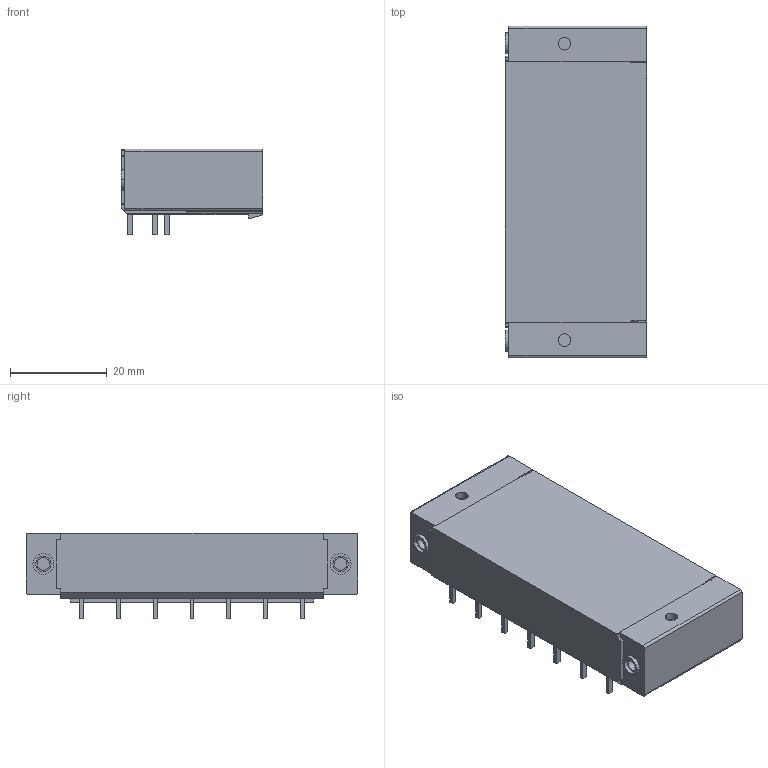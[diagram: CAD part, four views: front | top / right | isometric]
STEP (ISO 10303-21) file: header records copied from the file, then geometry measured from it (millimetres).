
FILE_DESCRIPTION((''),'2;1');
FILE_NAME('TLPHW-501RL','2024-09-12T14:03:02',('sheji'),(''),'CREO PARAMETRIC BY PTC INC, 2018100','CREO PARAMETRIC BY PTC INC, 2018100','');
FILE_SCHEMA(('CONFIG_CONTROL_DESIGN'));
Length unit declared in the file: millimetre
Products named in the file (1): TLPHW-501RL
Bounding box: 29.25 x 68.58 x 17.77 mm (x, y, z)
Volume: 18416.4 mm3; surface area: 13156.8 mm2
Topology: 1 solids, 1 shells, 668 faces, 1841 edges, 1218 vertices
Faces by surface type: plane 501, cylinder 165, cone 2
Entity records: 21152 total; most frequent: CARTESIAN_POINT 3776, ORIENTED_EDGE 3682, DIRECTION 3491, EDGE_CURVE 1841, VECTOR 1507, LINE 1507, VERTEX_POINT 1218, AXIS2_PLACEMENT_3D 992
